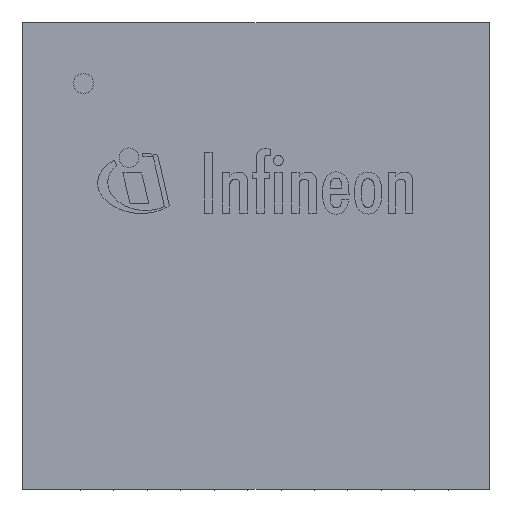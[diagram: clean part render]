
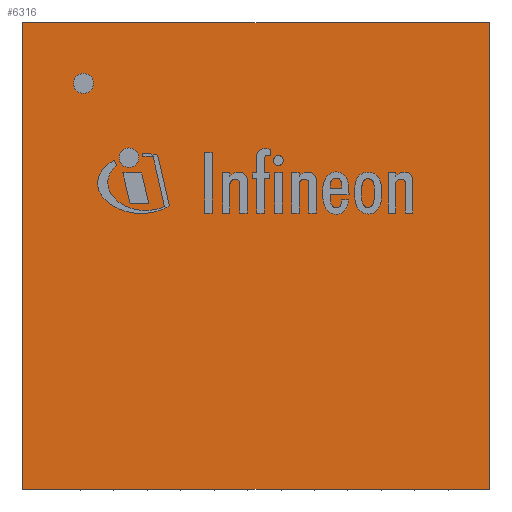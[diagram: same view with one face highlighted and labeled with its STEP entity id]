
A CAD part, top view. The second image highlights one B-rep face of the part: STEP entity #6316.
In plain terms, the highlighted planar face has unit normal (0, 0, 1).
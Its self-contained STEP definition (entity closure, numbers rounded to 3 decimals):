
#200=LINE('',#9118,#933);
#203=LINE('',#9124,#936);
#206=LINE('',#9130,#939);
#209=LINE('',#9134,#942);
#933=VECTOR('',#7335,1.);
#936=VECTOR('',#7340,1.);
#939=VECTOR('',#7345,1.);
#942=VECTOR('',#7350,1.);
#1670=PLANE('',#6806);
#2012=FACE_BOUND('',#2453,.T.);
#2027=FACE_OUTER_BOUND('',#2452,.T.);
#2452=EDGE_LOOP('',(#4499,#4500,#4501,#4502));
#2453=EDGE_LOOP('',(#4503));
#2877=CIRCLE('',#6798,0.15);
#2995=VERTEX_POINT('',#9106);
#2999=VERTEX_POINT('',#9115);
#3000=VERTEX_POINT('',#9117);
#3002=VERTEX_POINT('',#9123);
#3004=VERTEX_POINT('',#9129);
#3589=EDGE_CURVE('',#2995,#2995,#2877,.T.);
#3593=EDGE_CURVE('',#3000,#2999,#200,.T.);
#3596=EDGE_CURVE('',#3002,#3000,#203,.T.);
#3599=EDGE_CURVE('',#3004,#3002,#206,.T.);
#3602=EDGE_CURVE('',#2999,#3004,#209,.T.);
#4499=ORIENTED_EDGE('',*,*,#3602,.T.);
#4500=ORIENTED_EDGE('',*,*,#3599,.T.);
#4501=ORIENTED_EDGE('',*,*,#3596,.T.);
#4502=ORIENTED_EDGE('',*,*,#3593,.T.);
#4503=ORIENTED_EDGE('',*,*,#3589,.T.);
#6316=ADVANCED_FACE('',(#2027,#2012),#1670,.T.);
#6798=AXIS2_PLACEMENT_3D('',#9107,#7325,#7326);
#6806=AXIS2_PLACEMENT_3D('',#9136,#7353,#7354);
#7325=DIRECTION('center_axis',(0.,0.,-1.));
#7326=DIRECTION('ref_axis',(-1.,0.,0.));
#7335=DIRECTION('',(1.,0.,0.));
#7340=DIRECTION('',(0.,-1.,0.));
#7345=DIRECTION('',(-1.,0.,0.));
#7350=DIRECTION('',(0.,1.,0.));
#7353=DIRECTION('center_axis',(0.,0.,1.));
#7354=DIRECTION('ref_axis',(0.,-1.,0.));
#9106=CARTESIAN_POINT('',(-2.43,2.58,0.9));
#9107=CARTESIAN_POINT('Origin',(-2.58,2.58,0.9));
#9115=CARTESIAN_POINT('',(3.49,-3.49,0.9));
#9117=CARTESIAN_POINT('',(-3.49,-3.49,0.9));
#9118=CARTESIAN_POINT('',(3.49,-3.49,0.9));
#9123=CARTESIAN_POINT('',(-3.49,3.49,0.9));
#9124=CARTESIAN_POINT('',(-3.49,-3.49,0.9));
#9129=CARTESIAN_POINT('',(3.49,3.49,0.9));
#9130=CARTESIAN_POINT('',(-3.49,3.49,0.9));
#9134=CARTESIAN_POINT('',(3.49,3.49,0.9));
#9136=CARTESIAN_POINT('Origin',(0.,0.,0.9));
